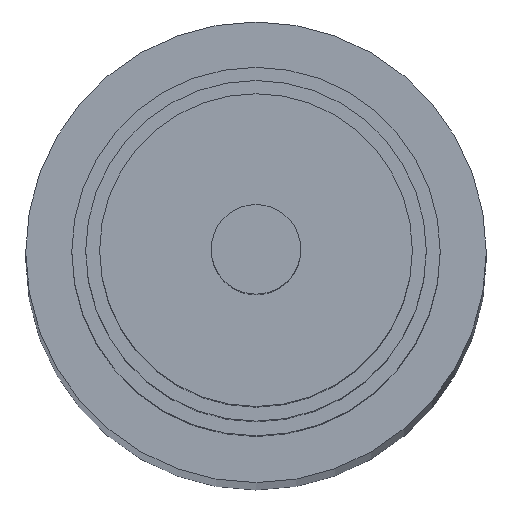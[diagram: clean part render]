
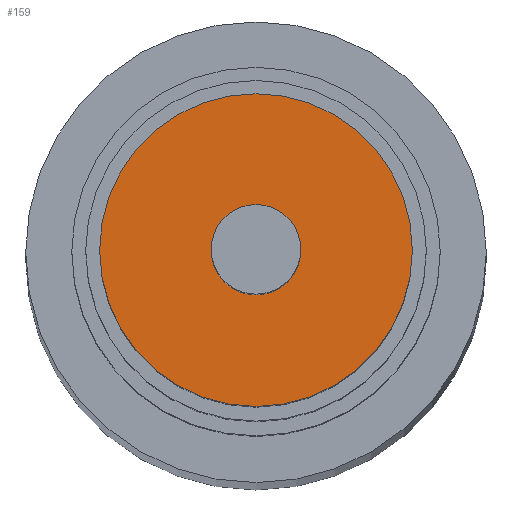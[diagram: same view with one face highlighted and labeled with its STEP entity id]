
A CAD part, top view. The second image highlights one B-rep face of the part: STEP entity #159.
In plain terms, the highlighted planar face has unit normal (0, 0, 1).
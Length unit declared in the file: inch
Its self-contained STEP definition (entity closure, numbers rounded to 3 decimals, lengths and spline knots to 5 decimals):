
#4 = DIRECTION ( 'NONE',  ( 1., 0., 0. ) ) ;
#6 = EDGE_LOOP ( 'NONE', ( #428, #338 ) ) ;
#42 = VERTEX_POINT ( 'NONE', #249 ) ;
#46 = EDGE_CURVE ( 'NONE', #453, #42, #217, .T. ) ;
#50 = DIRECTION ( 'NONE',  ( 1., 0., 0. ) ) ;
#64 = AXIS2_PLACEMENT_3D ( 'NONE', #180, #435, #175 ) ;
#69 = DIRECTION ( 'NONE',  ( 0., 0., 1. ) ) ;
#70 = CARTESIAN_POINT ( 'NONE',  ( 0.185, 0., 1.5 ) ) ;
#73 = CARTESIAN_POINT ( 'NONE',  ( 0., 0., 1.5 ) ) ;
#92 = CARTESIAN_POINT ( 'NONE',  ( 0., 0., 1.5 ) ) ;
#112 = FACE_BOUND ( 'NONE', #137, .T. ) ;
#131 = DIRECTION ( 'NONE',  ( 1., 0., 0. ) ) ;
#137 = EDGE_LOOP ( 'NONE', ( #197, #301 ) ) ;
#147 = EDGE_CURVE ( 'NONE', #378, #307, #436, .T. ) ;
#152 = EDGE_CURVE ( 'NONE', #307, #378, #318, .T. ) ;
#159 = ADVANCED_FACE ( 'NONE', ( #112, #259 ), #261, .T. ) ;
#169 = CARTESIAN_POINT ( 'NONE',  ( 0., 0., 1.5 ) ) ;
#175 = DIRECTION ( 'NONE',  ( 1., 0., 0. ) ) ;
#180 = CARTESIAN_POINT ( 'NONE',  ( 0., 0., 1.5 ) ) ;
#186 = AXIS2_PLACEMENT_3D ( 'NONE', #169, #464, #4 ) ;
#197 = ORIENTED_EDGE ( 'NONE', *, *, #46, .F. ) ;
#214 = DIRECTION ( 'NONE',  ( 0., 0., 1. ) ) ;
#217 = CIRCLE ( 'NONE', #186, 0.053 ) ;
#249 = CARTESIAN_POINT ( 'NONE',  ( 0.053, 0., 1.5 ) ) ;
#258 = CARTESIAN_POINT ( 'NONE',  ( 0., 0., 1.5 ) ) ;
#259 = FACE_OUTER_BOUND ( 'NONE', #6, .T. ) ;
#261 = PLANE ( 'NONE',  #365 ) ;
#266 = AXIS2_PLACEMENT_3D ( 'NONE', #258, #471, #50 ) ;
#277 = DIRECTION ( 'NONE',  ( 1., 0., 0. ) ) ;
#301 = ORIENTED_EDGE ( 'NONE', *, *, #321, .F. ) ;
#307 = VERTEX_POINT ( 'NONE', #70 ) ;
#318 = CIRCLE ( 'NONE', #64, 0.185 ) ;
#321 = EDGE_CURVE ( 'NONE', #42, #453, #486, .T. ) ;
#338 = ORIENTED_EDGE ( 'NONE', *, *, #152, .T. ) ;
#351 = AXIS2_PLACEMENT_3D ( 'NONE', #73, #69, #277 ) ;
#365 = AXIS2_PLACEMENT_3D ( 'NONE', #92, #214, #131 ) ;
#375 = CARTESIAN_POINT ( 'NONE',  ( -0.185, 0., 1.5 ) ) ;
#378 = VERTEX_POINT ( 'NONE', #375 ) ;
#428 = ORIENTED_EDGE ( 'NONE', *, *, #147, .T. ) ;
#435 = DIRECTION ( 'NONE',  ( 0., 0., 1. ) ) ;
#436 = CIRCLE ( 'NONE', #266, 0.185 ) ;
#453 = VERTEX_POINT ( 'NONE', #489 ) ;
#464 = DIRECTION ( 'NONE',  ( 0., 0., 1. ) ) ;
#471 = DIRECTION ( 'NONE',  ( 0., 0., 1. ) ) ;
#486 = CIRCLE ( 'NONE', #351, 0.053 ) ;
#489 = CARTESIAN_POINT ( 'NONE',  ( -0.053, 0., 1.5 ) ) ;
